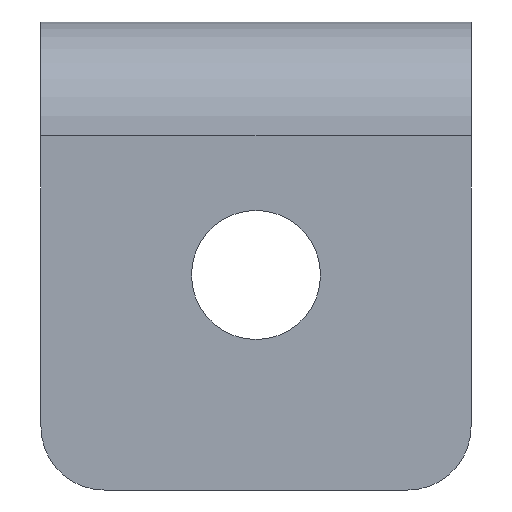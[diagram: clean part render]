
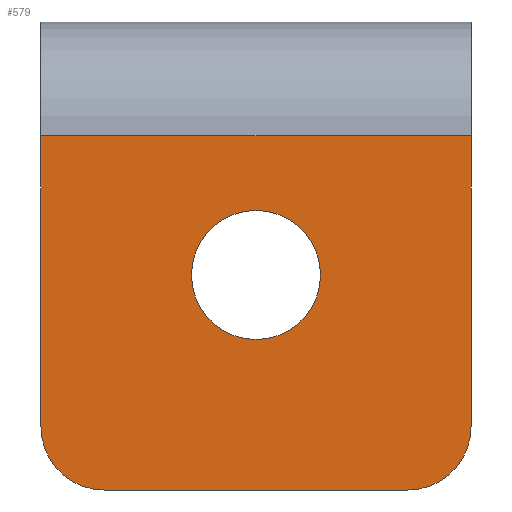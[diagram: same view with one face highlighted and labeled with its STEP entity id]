
A CAD part, front view. The second image highlights one B-rep face of the part: STEP entity #579.
In plain terms, the highlighted planar face has unit normal (0, -1, 0).
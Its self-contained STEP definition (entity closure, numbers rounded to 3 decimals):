
#4 = LINE ( 'NONE', #281, #515 ) ;
#6 = VECTOR ( 'NONE', #457, 1000. ) ;
#17 = DIRECTION ( 'NONE',  ( 0., -1., 0. ) ) ;
#63 = ORIENTED_EDGE ( 'NONE', *, *, #113, .T. ) ;
#70 = DIRECTION ( 'NONE',  ( 0., 0., 1. ) ) ;
#72 = DIRECTION ( 'NONE',  ( 0., 1., 0. ) ) ;
#110 = CARTESIAN_POINT ( 'NONE',  ( 0., 0., 0. ) ) ;
#113 = EDGE_CURVE ( 'NONE', #188, #401, #163, .T. ) ;
#121 = ORIENTED_EDGE ( 'NONE', *, *, #627, .T. ) ;
#126 = DIRECTION ( 'NONE',  ( -1., 0., 0. ) ) ;
#144 = CARTESIAN_POINT ( 'NONE',  ( 8.5, 0., -12.55 ) ) ;
#162 = AXIS2_PLACEMENT_3D ( 'NONE', #412, #17, #516 ) ;
#163 = LINE ( 'NONE', #110, #282 ) ;
#167 = EDGE_CURVE ( 'NONE', #274, #614, #301, .T. ) ;
#173 = VERTEX_POINT ( 'NONE', #510 ) ;
#177 = EDGE_LOOP ( 'NONE', ( #452, #501 ) ) ;
#179 = DIRECTION ( 'NONE',  ( 0., 0., 1. ) ) ;
#184 = CARTESIAN_POINT ( 'NONE',  ( 2.5, 0., -18.5 ) ) ;
#188 = VERTEX_POINT ( 'NONE', #284 ) ;
#203 = ORIENTED_EDGE ( 'NONE', *, *, #667, .T. ) ;
#238 = CARTESIAN_POINT ( 'NONE',  ( 8.5, 0., -10. ) ) ;
#260 = CARTESIAN_POINT ( 'NONE',  ( 0., 0., -16. ) ) ;
#269 = CARTESIAN_POINT ( 'NONE',  ( 17., 0., -4.5 ) ) ;
#271 = EDGE_CURVE ( 'NONE', #173, #361, #708, .T. ) ;
#274 = VERTEX_POINT ( 'NONE', #294 ) ;
#277 = DIRECTION ( 'NONE',  ( 0., 0., 1. ) ) ;
#281 = CARTESIAN_POINT ( 'NONE',  ( 17., 0., 0. ) ) ;
#282 = VECTOR ( 'NONE', #608, 1000. ) ;
#283 = ORIENTED_EDGE ( 'NONE', *, *, #503, .F. ) ;
#284 = CARTESIAN_POINT ( 'NONE',  ( 0., 0., -4.5 ) ) ;
#286 = ORIENTED_EDGE ( 'NONE', *, *, #167, .F. ) ;
#294 = CARTESIAN_POINT ( 'NONE',  ( 14.5, 0., -18.5 ) ) ;
#301 = LINE ( 'NONE', #335, #6 ) ;
#307 = AXIS2_PLACEMENT_3D ( 'NONE', #458, #72, #349 ) ;
#333 = CARTESIAN_POINT ( 'NONE',  ( 8.5, 0., -10. ) ) ;
#335 = CARTESIAN_POINT ( 'NONE',  ( 17., 0., -18.5 ) ) ;
#349 = DIRECTION ( 'NONE',  ( 0., 0., 1. ) ) ;
#357 = CARTESIAN_POINT ( 'NONE',  ( 17., 0., -16. ) ) ;
#361 = VERTEX_POINT ( 'NONE', #144 ) ;
#365 = AXIS2_PLACEMENT_3D ( 'NONE', #403, #685, #179 ) ;
#401 = VERTEX_POINT ( 'NONE', #260 ) ;
#403 = CARTESIAN_POINT ( 'NONE',  ( 14.5, 0., -16. ) ) ;
#412 = CARTESIAN_POINT ( 'NONE',  ( 2.5, 0., -16. ) ) ;
#416 = LINE ( 'NONE', #641, #435 ) ;
#421 = CIRCLE ( 'NONE', #162, 2.5 ) ;
#434 = AXIS2_PLACEMENT_3D ( 'NONE', #333, #558, #277 ) ;
#435 = VECTOR ( 'NONE', #126, 1000. ) ;
#447 = CIRCLE ( 'NONE', #365, 2.5 ) ;
#450 = AXIS2_PLACEMENT_3D ( 'NONE', #238, #630, #70 ) ;
#451 = DIRECTION ( 'NONE',  ( 0., 0., -1. ) ) ;
#452 = ORIENTED_EDGE ( 'NONE', *, *, #271, .T. ) ;
#456 = VERTEX_POINT ( 'NONE', #269 ) ;
#457 = DIRECTION ( 'NONE',  ( -1., 0., 0. ) ) ;
#458 = CARTESIAN_POINT ( 'NONE',  ( 17., 0., 0. ) ) ;
#501 = ORIENTED_EDGE ( 'NONE', *, *, #556, .T. ) ;
#503 = EDGE_CURVE ( 'NONE', #456, #617, #4, .T. ) ;
#510 = CARTESIAN_POINT ( 'NONE',  ( 8.5, 0., -7.45 ) ) ;
#515 = VECTOR ( 'NONE', #451, 1000. ) ;
#516 = DIRECTION ( 'NONE',  ( 0., 0., 1. ) ) ;
#518 = ORIENTED_EDGE ( 'NONE', *, *, #646, .T. ) ;
#527 = FACE_OUTER_BOUND ( 'NONE', #532, .T. ) ;
#532 = EDGE_LOOP ( 'NONE', ( #63, #121, #286, #518, #283, #203 ) ) ;
#556 = EDGE_CURVE ( 'NONE', #361, #173, #664, .T. ) ;
#558 = DIRECTION ( 'NONE',  ( 0., 1., 0. ) ) ;
#570 = PLANE ( 'NONE',  #307 ) ;
#579 = ADVANCED_FACE ( 'NONE', ( #675, #527 ), #570, .F. ) ;
#608 = DIRECTION ( 'NONE',  ( 0., 0., -1. ) ) ;
#614 = VERTEX_POINT ( 'NONE', #184 ) ;
#617 = VERTEX_POINT ( 'NONE', #357 ) ;
#627 = EDGE_CURVE ( 'NONE', #401, #614, #421, .T. ) ;
#630 = DIRECTION ( 'NONE',  ( 0., 1., 0. ) ) ;
#641 = CARTESIAN_POINT ( 'NONE',  ( 17., 0., -4.5 ) ) ;
#646 = EDGE_CURVE ( 'NONE', #274, #617, #447, .T. ) ;
#664 = CIRCLE ( 'NONE', #434, 2.55 ) ;
#667 = EDGE_CURVE ( 'NONE', #456, #188, #416, .T. ) ;
#675 = FACE_BOUND ( 'NONE', #177, .T. ) ;
#685 = DIRECTION ( 'NONE',  ( 0., -1., 0. ) ) ;
#708 = CIRCLE ( 'NONE', #450, 2.55 ) ;
